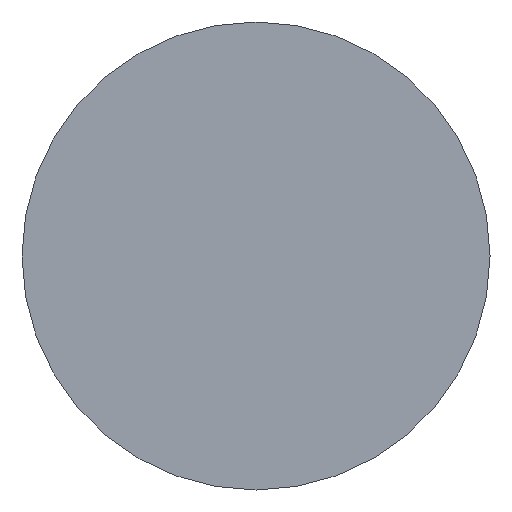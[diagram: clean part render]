
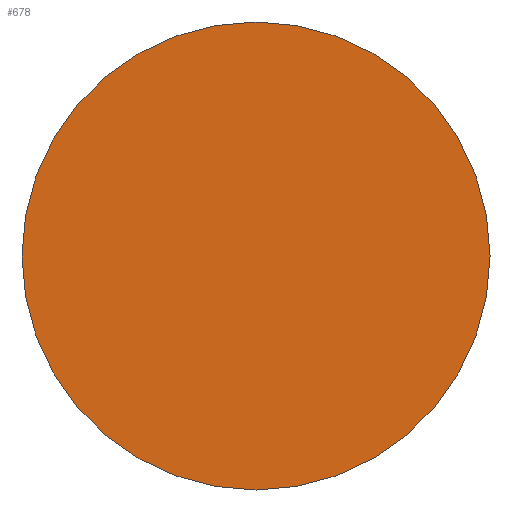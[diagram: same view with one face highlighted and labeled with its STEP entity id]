
A CAD part, left-side view. The second image highlights one B-rep face of the part: STEP entity #678.
In plain terms, the highlighted face is planar.
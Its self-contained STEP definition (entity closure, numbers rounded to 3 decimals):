
#559=CARTESIAN_POINT('',(0.,0.,0.3));
#560=DIRECTION('',(0.,0.,1.));
#561=DIRECTION('',(1.,0.,0.));
#562=AXIS2_PLACEMENT_3D('',#559,#560,#561);
#567=CARTESIAN_POINT('',(0.,0.,0.3));
#568=DIRECTION('',(0.,0.,1.));
#569=DIRECTION('',(-1.,0.,0.));
#570=AXIS2_PLACEMENT_3D('',#567,#568,#569);
#575=CARTESIAN_POINT('',(0.25,0.,0.3));
#576=CARTESIAN_POINT('',(-0.25,0.,0.3));
#577=VERTEX_POINT('',#575);
#578=VERTEX_POINT('',#576);
#669=CARTESIAN_POINT('',(0.,0.,0.3));
#670=DIRECTION('',(0.,0.,1.));
#671=DIRECTION('',(1.,0.,0.));
#672=AXIS2_PLACEMENT_3D('',#669,#670,#671);
#673=PLANE('',#672);
#674=ORIENTED_EDGE('',*,*,#635,.F.);
#675=ORIENTED_EDGE('',*,*,#656,.F.);
#676=EDGE_LOOP('',(#674,#675));
#677=FACE_OUTER_BOUND('',#676,.F.);
#563=CIRCLE('',#562,0.25);
#571=CIRCLE('',#570,0.25);
#635=EDGE_CURVE('',#577,#578,#563,.T.);
#656=EDGE_CURVE('',#578,#577,#571,.T.);
#678=ADVANCED_FACE('',(#677),#673,.T.);
